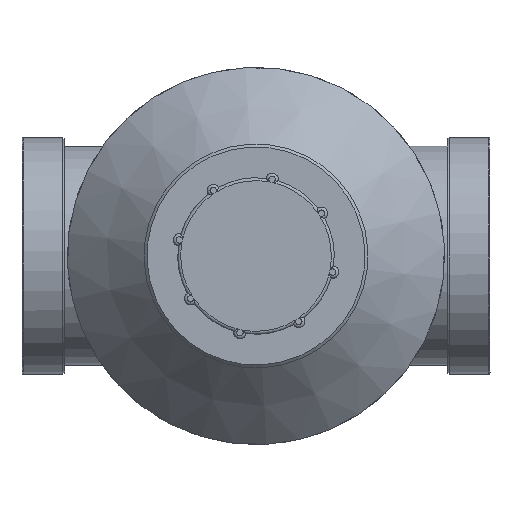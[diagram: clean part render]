
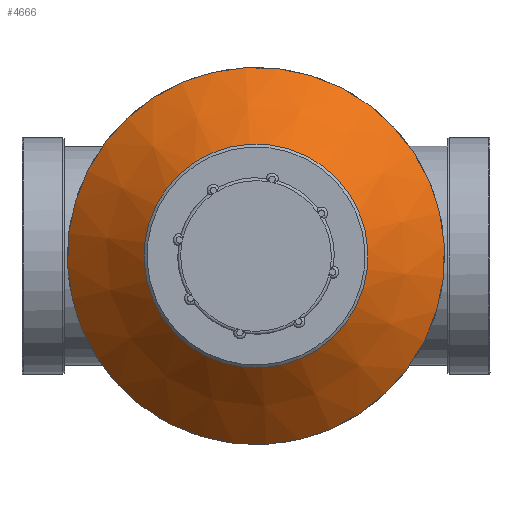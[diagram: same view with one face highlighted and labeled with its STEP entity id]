
A CAD part, front view. The second image highlights one B-rep face of the part: STEP entity #4666.
In plain terms, the highlighted conical face has half-angle 45 degrees and reference radius 38 mm.
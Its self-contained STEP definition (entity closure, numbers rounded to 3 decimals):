
#109 = AXIS2_PLACEMENT_3D ( 'NONE', #1200, #2940, #3402 ) ;
#664 = EDGE_CURVE ( 'NONE', #1134, #1134, #3034, .T. ) ;
#913 = VERTEX_POINT ( 'NONE', #3137 ) ;
#926 = ORIENTED_EDGE ( 'NONE', *, *, #4716, .F. ) ;
#995 = ORIENTED_EDGE ( 'NONE', *, *, #664, .T. ) ;
#1134 = VERTEX_POINT ( 'NONE', #2600 ) ;
#1140 = DIRECTION ( 'NONE',  ( 0., 1., 0. ) ) ;
#1200 = CARTESIAN_POINT ( 'NONE',  ( 15.085, -13.663, 0. ) ) ;
#1284 = EDGE_LOOP ( 'NONE', ( #995 ) ) ;
#1494 = CARTESIAN_POINT ( 'NONE',  ( 15.085, -13.663, 0. ) ) ;
#1842 = FACE_BOUND ( 'NONE', #4221, .T. ) ;
#1857 = AXIS2_PLACEMENT_3D ( 'NONE', #1494, #2984, #2270 ) ;
#1860 = CONICAL_SURFACE ( 'NONE', #1857, 38., 0.785 ) ;
#2270 = DIRECTION ( 'NONE',  ( 1., 0., 0. ) ) ;
#2437 = AXIS2_PLACEMENT_3D ( 'NONE', #2921, #1140, #3974 ) ;
#2600 = CARTESIAN_POINT ( 'NONE',  ( -48.915, -39.663, 0. ) ) ;
#2921 = CARTESIAN_POINT ( 'NONE',  ( 15.085, -39.663, 0. ) ) ;
#2940 = DIRECTION ( 'NONE',  ( 0., 1., 0. ) ) ;
#2984 = DIRECTION ( 'NONE',  ( 0., -1., 0. ) ) ;
#3034 = CIRCLE ( 'NONE', #2437, 64. ) ;
#3137 = CARTESIAN_POINT ( 'NONE',  ( -22.915, -13.663, 0. ) ) ;
#3402 = DIRECTION ( 'NONE',  ( -1., 0., 0. ) ) ;
#3689 = FACE_OUTER_BOUND ( 'NONE', #1284, .T. ) ;
#3974 = DIRECTION ( 'NONE',  ( -1., 0., 0. ) ) ;
#4221 = EDGE_LOOP ( 'NONE', ( #926 ) ) ;
#4237 = CIRCLE ( 'NONE', #109, 38. ) ;
#4666 = ADVANCED_FACE ( 'NONE', ( #3689, #1842 ), #1860, .T. ) ;
#4716 = EDGE_CURVE ( 'NONE', #913, #913, #4237, .T. ) ;
